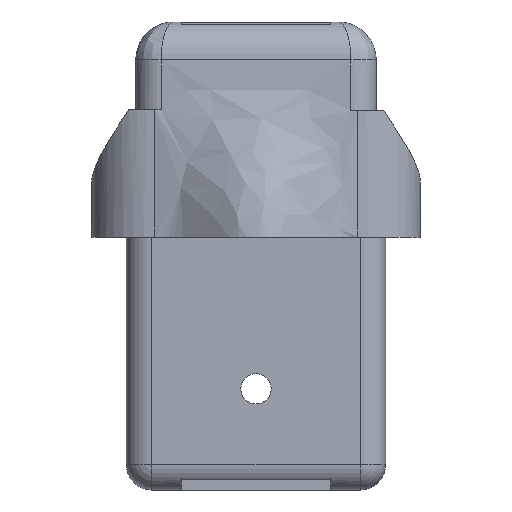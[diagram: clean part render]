
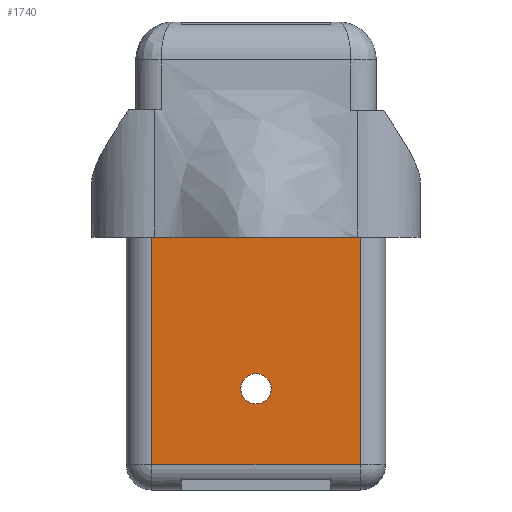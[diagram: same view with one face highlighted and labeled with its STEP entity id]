
A CAD part, front view. The second image highlights one B-rep face of the part: STEP entity #1740.
In plain terms, the highlighted planar face has unit normal (0, -1, 0).
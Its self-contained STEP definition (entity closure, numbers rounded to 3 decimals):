
#8 = ORIENTED_EDGE ( 'NONE', *, *, #982, .T. ) ;
#49 = FACE_BOUND ( 'NONE', #1881, .T. ) ;
#78 = VECTOR ( 'NONE', #932, 1000. ) ;
#96 = VECTOR ( 'NONE', #1129, 1000. ) ;
#195 = DIRECTION ( 'NONE',  ( 0., 0., -1. ) ) ;
#299 = DIRECTION ( 'NONE',  ( 0., 1., 0. ) ) ;
#341 = LINE ( 'NONE', #568, #500 ) ;
#387 = CARTESIAN_POINT ( 'NONE',  ( 0., -8.5, -30.2 ) ) ;
#500 = VECTOR ( 'NONE', #195, 1000. ) ;
#542 = ORIENTED_EDGE ( 'NONE', *, *, #640, .T. ) ;
#568 = CARTESIAN_POINT ( 'NONE',  ( -8.25, -8.5, -37. ) ) ;
#640 = EDGE_CURVE ( 'NONE', #943, #2044, #1745, .T. ) ;
#689 = LINE ( 'NONE', #944, #78 ) ;
#691 = DIRECTION ( 'NONE',  ( 0., 0., 1. ) ) ;
#758 = EDGE_CURVE ( 'NONE', #1699, #1008, #2230, .T. ) ;
#796 = EDGE_CURVE ( 'NONE', #1015, #2499, #2218, .T. ) ;
#892 = CARTESIAN_POINT ( 'NONE',  ( 0., -8.5, -29. ) ) ;
#902 = EDGE_CURVE ( 'NONE', #2499, #1015, #2586, .T. ) ;
#932 = DIRECTION ( 'NONE',  ( 0., 0., 1. ) ) ;
#943 = VERTEX_POINT ( 'NONE', #2133 ) ;
#944 = CARTESIAN_POINT ( 'NONE',  ( 8.25, -8.5, -37. ) ) ;
#946 = AXIS2_PLACEMENT_3D ( 'NONE', #1340, #2160, #977 ) ;
#977 = DIRECTION ( 'NONE',  ( 0., 0., 1. ) ) ;
#982 = EDGE_CURVE ( 'NONE', #2044, #1699, #341, .T. ) ;
#1008 = VERTEX_POINT ( 'NONE', #2380 ) ;
#1015 = VERTEX_POINT ( 'NONE', #2372 ) ;
#1023 = ORIENTED_EDGE ( 'NONE', *, *, #758, .T. ) ;
#1051 = AXIS2_PLACEMENT_3D ( 'NONE', #2297, #1461, #691 ) ;
#1129 = DIRECTION ( 'NONE',  ( -1., 0., 0. ) ) ;
#1175 = ORIENTED_EDGE ( 'NONE', *, *, #2357, .T. ) ;
#1200 = AXIS2_PLACEMENT_3D ( 'NONE', #892, #299, #1694 ) ;
#1212 = ORIENTED_EDGE ( 'NONE', *, *, #796, .T. ) ;
#1340 = CARTESIAN_POINT ( 'NONE',  ( 0., -8.5, -29. ) ) ;
#1451 = PLANE ( 'NONE',  #1051 ) ;
#1461 = DIRECTION ( 'NONE',  ( 0., 1., 0. ) ) ;
#1533 = VECTOR ( 'NONE', #1632, 1000. ) ;
#1632 = DIRECTION ( 'NONE',  ( 1., 0., 0. ) ) ;
#1694 = DIRECTION ( 'NONE',  ( 0., 0., 1. ) ) ;
#1699 = VERTEX_POINT ( 'NONE', #2021 ) ;
#1740 = ADVANCED_FACE ( 'NONE', ( #49, #2264 ), #1451, .F. ) ;
#1745 = LINE ( 'NONE', #2530, #96 ) ;
#1881 = EDGE_LOOP ( 'NONE', ( #1212, #2346 ) ) ;
#2021 = CARTESIAN_POINT ( 'NONE',  ( -8.25, -8.5, -35. ) ) ;
#2044 = VERTEX_POINT ( 'NONE', #2385 ) ;
#2058 = CARTESIAN_POINT ( 'NONE',  ( -10.25, -8.5, -35. ) ) ;
#2133 = CARTESIAN_POINT ( 'NONE',  ( 8.25, -8.5, -17. ) ) ;
#2160 = DIRECTION ( 'NONE',  ( 0., 1., 0. ) ) ;
#2218 = CIRCLE ( 'NONE', #946, 1.2 ) ;
#2230 = LINE ( 'NONE', #2058, #1533 ) ;
#2264 = FACE_OUTER_BOUND ( 'NONE', #2565, .T. ) ;
#2297 = CARTESIAN_POINT ( 'NONE',  ( -10.25, -8.5, -37. ) ) ;
#2346 = ORIENTED_EDGE ( 'NONE', *, *, #902, .T. ) ;
#2357 = EDGE_CURVE ( 'NONE', #1008, #943, #689, .T. ) ;
#2372 = CARTESIAN_POINT ( 'NONE',  ( 0., -8.5, -27.8 ) ) ;
#2380 = CARTESIAN_POINT ( 'NONE',  ( 8.25, -8.5, -35. ) ) ;
#2385 = CARTESIAN_POINT ( 'NONE',  ( -8.25, -8.5, -17. ) ) ;
#2499 = VERTEX_POINT ( 'NONE', #387 ) ;
#2530 = CARTESIAN_POINT ( 'NONE',  ( -10.25, -8.5, -17. ) ) ;
#2565 = EDGE_LOOP ( 'NONE', ( #8, #1023, #1175, #542 ) ) ;
#2586 = CIRCLE ( 'NONE', #1200, 1.2 ) ;
